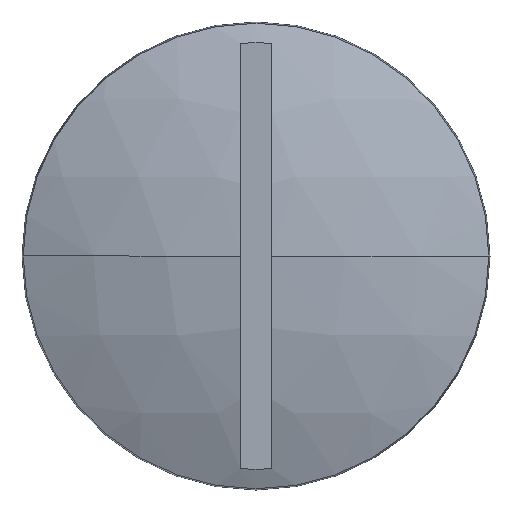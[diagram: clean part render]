
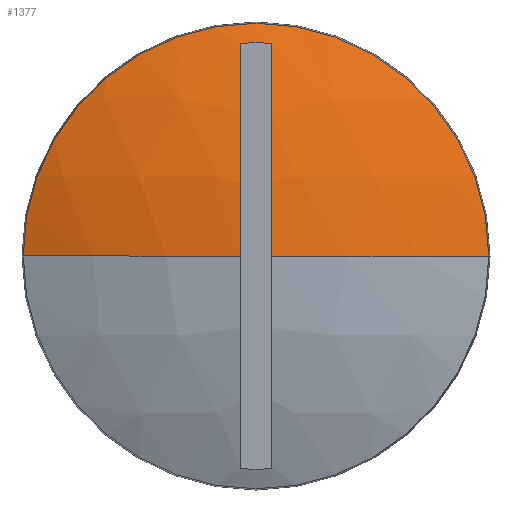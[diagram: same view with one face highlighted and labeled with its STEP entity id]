
A CAD part, left-side view. The second image highlights one B-rep face of the part: STEP entity #1377.
In plain terms, the highlighted spherical face has radius 15.444 mm.
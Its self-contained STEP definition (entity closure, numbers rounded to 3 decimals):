
#22 = EDGE_CURVE ( 'NONE', #1028, #91, #749, .T. ) ;
#44 = ORIENTED_EDGE ( 'NONE', *, *, #842, .F. ) ;
#48 = EDGE_CURVE ( 'NONE', #156, #1111, #282, .T. ) ;
#50 = DIRECTION ( 'NONE',  ( -1., 0., 0. ) ) ;
#58 = CARTESIAN_POINT ( 'NONE',  ( 1., 0., 0. ) ) ;
#71 = ORIENTED_EDGE ( 'NONE', *, *, #748, .T. ) ;
#74 = AXIS2_PLACEMENT_3D ( 'NONE', #787, #412, #522 ) ;
#91 = VERTEX_POINT ( 'NONE', #936 ) ;
#107 = DIRECTION ( 'NONE',  ( 0., 0., -1. ) ) ;
#131 = VERTEX_POINT ( 'NONE', #234 ) ;
#156 = VERTEX_POINT ( 'NONE', #1427 ) ;
#186 = AXIS2_PLACEMENT_3D ( 'NONE', #1018, #1492, #900 ) ;
#197 = VERTEX_POINT ( 'NONE', #1060 ) ;
#234 = CARTESIAN_POINT ( 'NONE',  ( 1., -0.4, 5.452 ) ) ;
#280 = DIRECTION ( 'NONE',  ( 0., 0., 1. ) ) ;
#282 = CIRCLE ( 'NONE', #186, 5.969 ) ;
#342 = DIRECTION ( 'NONE',  ( 0., 0., -1. ) ) ;
#391 = ORIENTED_EDGE ( 'NONE', *, *, #48, .T. ) ;
#412 = DIRECTION ( 'NONE',  ( -1., 0., 0. ) ) ;
#474 = CIRCLE ( 'NONE', #975, 15.444 ) ;
#475 = AXIS2_PLACEMENT_3D ( 'NONE', #1290, #1500, #342 ) ;
#479 = SPHERICAL_SURFACE ( 'NONE', #1511, 15.444 ) ;
#488 = DIRECTION ( 'NONE',  ( 0., 0., 1. ) ) ;
#492 = CIRCLE ( 'NONE', #1037, 5.467 ) ;
#505 = CARTESIAN_POINT ( 'NONE',  ( 0.005, 0.4, 0. ) ) ;
#522 = DIRECTION ( 'NONE',  ( 0., 0., 1. ) ) ;
#534 = VERTEX_POINT ( 'NONE', #597 ) ;
#562 = CARTESIAN_POINT ( 'NONE',  ( 15.444, 0., 0. ) ) ;
#590 = EDGE_CURVE ( 'NONE', #197, #1028, #1392, .T. ) ;
#597 = CARTESIAN_POINT ( 'NONE',  ( 0.005, -0.4, 0. ) ) ;
#677 = AXIS2_PLACEMENT_3D ( 'NONE', #970, #1089, #488 ) ;
#694 = DIRECTION ( 'NONE',  ( -1., 0., 0. ) ) ;
#748 = EDGE_CURVE ( 'NONE', #1111, #197, #1485, .T. ) ;
#749 = CIRCLE ( 'NONE', #475, 15.439 ) ;
#761 = ORIENTED_EDGE ( 'NONE', *, *, #1071, .T. ) ;
#777 = CARTESIAN_POINT ( 'NONE',  ( 1.2, 0., 5.969 ) ) ;
#787 = CARTESIAN_POINT ( 'NONE',  ( 1.2, 0., 0. ) ) ;
#810 = ORIENTED_EDGE ( 'NONE', *, *, #22, .T. ) ;
#816 = FACE_OUTER_BOUND ( 'NONE', #1167, .T. ) ;
#842 = EDGE_CURVE ( 'NONE', #156, #534, #474, .T. ) ;
#900 = DIRECTION ( 'NONE',  ( 0., 0., 1. ) ) ;
#936 = CARTESIAN_POINT ( 'NONE',  ( 1., 0.4, 5.452 ) ) ;
#956 = DIRECTION ( 'NONE',  ( 0., -1., 0. ) ) ;
#970 = CARTESIAN_POINT ( 'NONE',  ( 15.444, -0.4, 0. ) ) ;
#971 = ORIENTED_EDGE ( 'NONE', *, *, #590, .T. ) ;
#972 = CARTESIAN_POINT ( 'NONE',  ( 15.444, 0., 0. ) ) ;
#975 = AXIS2_PLACEMENT_3D ( 'NONE', #562, #107, #694 ) ;
#978 = DIRECTION ( 'NONE',  ( 0., -1., 0. ) ) ;
#1018 = CARTESIAN_POINT ( 'NONE',  ( 1.2, 0., 0. ) ) ;
#1028 = VERTEX_POINT ( 'NONE', #505 ) ;
#1037 = AXIS2_PLACEMENT_3D ( 'NONE', #58, #50, #1254 ) ;
#1060 = CARTESIAN_POINT ( 'NONE',  ( 1.2, 5.969, 0. ) ) ;
#1071 = EDGE_CURVE ( 'NONE', #131, #534, #1353, .T. ) ;
#1089 = DIRECTION ( 'NONE',  ( 0., -1., 0. ) ) ;
#1094 = DIRECTION ( 'NONE',  ( 0., 0., 1. ) ) ;
#1111 = VERTEX_POINT ( 'NONE', #777 ) ;
#1167 = EDGE_LOOP ( 'NONE', ( #391, #71, #971, #810, #1217, #761, #44 ) ) ;
#1217 = ORIENTED_EDGE ( 'NONE', *, *, #1528, .F. ) ;
#1254 = DIRECTION ( 'NONE',  ( 0., 0., -1. ) ) ;
#1290 = CARTESIAN_POINT ( 'NONE',  ( 15.444, 0.4, 0. ) ) ;
#1353 = CIRCLE ( 'NONE', #677, 15.439 ) ;
#1377 = ADVANCED_FACE ( 'NONE', ( #816 ), #479, .T. ) ;
#1392 = CIRCLE ( 'NONE', #1491, 15.444 ) ;
#1427 = CARTESIAN_POINT ( 'NONE',  ( 1.2, -5.969, 0. ) ) ;
#1428 = CARTESIAN_POINT ( 'NONE',  ( 15.444, 0., 0. ) ) ;
#1485 = CIRCLE ( 'NONE', #74, 5.969 ) ;
#1491 = AXIS2_PLACEMENT_3D ( 'NONE', #972, #280, #956 ) ;
#1492 = DIRECTION ( 'NONE',  ( -1., 0., 0. ) ) ;
#1500 = DIRECTION ( 'NONE',  ( 0., 1., 0. ) ) ;
#1511 = AXIS2_PLACEMENT_3D ( 'NONE', #1428, #1094, #978 ) ;
#1528 = EDGE_CURVE ( 'NONE', #131, #91, #492, .T. ) ;
